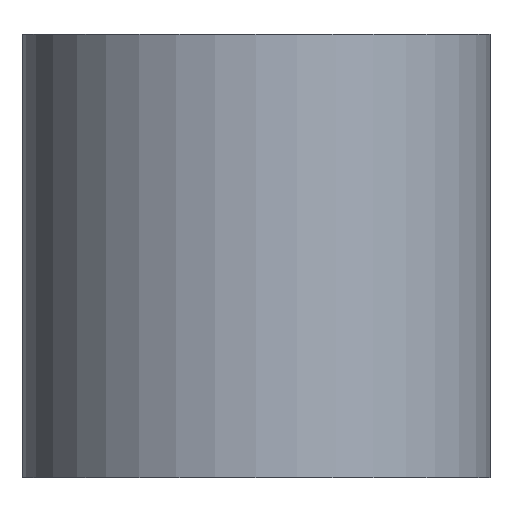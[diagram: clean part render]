
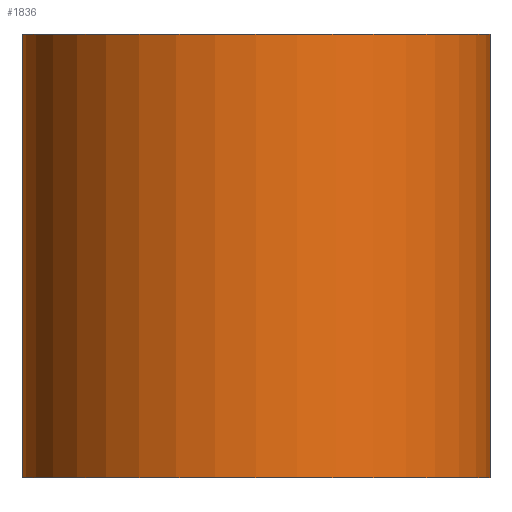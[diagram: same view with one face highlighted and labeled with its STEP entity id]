
A CAD part, front view. The second image highlights one B-rep face of the part: STEP entity #1836.
In plain terms, the highlighted cylindrical face has radius 3.9 mm (diameter 7.8 mm), a partial arc.
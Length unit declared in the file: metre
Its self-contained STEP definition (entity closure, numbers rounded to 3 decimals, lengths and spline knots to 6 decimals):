
#22=CYLINDRICAL_SURFACE('',#1966,0.0039);
#35=CIRCLE('',#1962,0.0039);
#37=CIRCLE('',#1965,0.0039);
#98=ORIENTED_EDGE('',*,*,#618,.T.);
#99=ORIENTED_EDGE('',*,*,#597,.T.);
#100=ORIENTED_EDGE('',*,*,#621,.F.);
#101=ORIENTED_EDGE('',*,*,#613,.F.);
#597=EDGE_CURVE('',#856,#861,#1040,.T.);
#613=EDGE_CURVE('',#877,#878,#1056,.T.);
#618=EDGE_CURVE('',#877,#856,#35,.T.);
#621=EDGE_CURVE('',#878,#861,#37,.T.);
#856=VERTEX_POINT('',#2589);
#861=VERTEX_POINT('',#2598);
#877=VERTEX_POINT('',#2631);
#878=VERTEX_POINT('',#2633);
#1040=LINE('',#2599,#1284);
#1056=LINE('',#2632,#1300);
#1284=VECTOR('',#2098,1.);
#1300=VECTOR('',#2116,1.);
#1520=EDGE_LOOP('',(#98,#99,#100,#101));
#1636=FACE_BOUND('',#1520,.T.);
#1836=ADVANCED_FACE('',(#1636),#22,.T.);
#1962=AXIS2_PLACEMENT_3D('',#2641,#2125,#2126);
#1965=AXIS2_PLACEMENT_3D('',#2646,#2132,#2133);
#1966=AXIS2_PLACEMENT_3D('',#2647,#2134,#2135);
#2098=DIRECTION('',(0.,0.,1.));
#2116=DIRECTION('',(0.,0.,1.));
#2125=DIRECTION('',(0.,0.,1.));
#2126=DIRECTION('',(-1.,0.,0.));
#2132=DIRECTION('',(0.,0.,1.));
#2133=DIRECTION('',(-1.,0.,0.));
#2134=DIRECTION('',(0.,0.,1.));
#2135=DIRECTION('',(-1.,0.,0.));
#2589=CARTESIAN_POINT('',(0.0039,0.,0.));
#2598=CARTESIAN_POINT('',(0.0039,0.,0.0074));
#2599=CARTESIAN_POINT('',(0.0039,0.,0.));
#2631=CARTESIAN_POINT('',(-0.0039,0.,0.));
#2632=CARTESIAN_POINT('',(-0.0039,0.,0.));
#2633=CARTESIAN_POINT('',(-0.0039,0.,0.0074));
#2641=CARTESIAN_POINT('',(0.,0.,0.));
#2646=CARTESIAN_POINT('',(0.,0.,0.0074));
#2647=CARTESIAN_POINT('',(0.,0.,0.));
